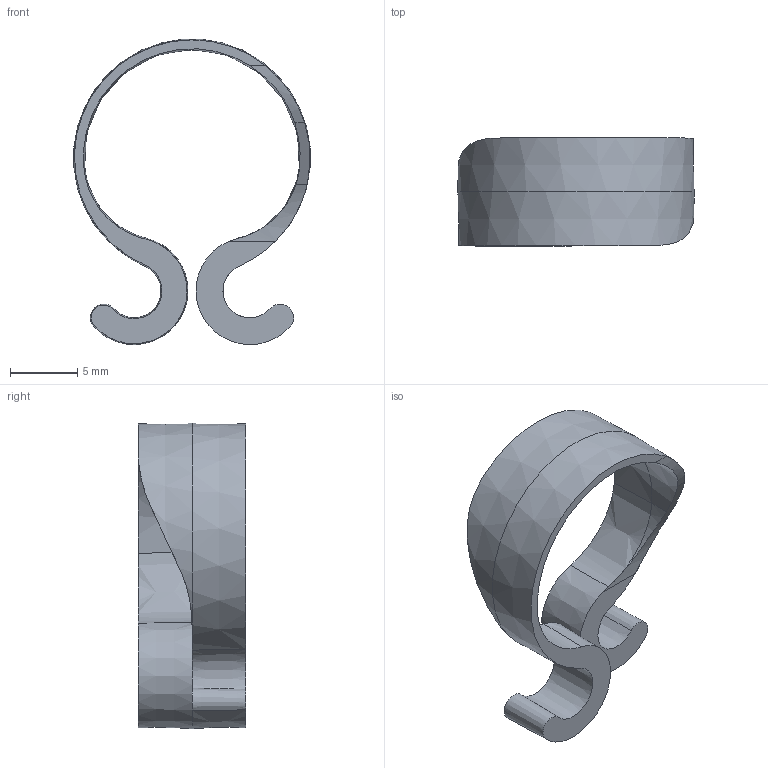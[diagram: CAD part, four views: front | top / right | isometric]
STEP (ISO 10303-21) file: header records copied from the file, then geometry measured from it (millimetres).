
FILE_DESCRIPTION(/* description */ (''),/* implementation_level */ '2;1');
FILE_NAME(/* name */ 'octo.stp',/* time_stamp */ '2016-07-14T16:00:49+09:00',/* author */ ('admin'),/* organization */ (''),/* preprocessor_version */ 'ST-DEVELOPER v15.2',/* originating_system */ 'Autodesk Inventor 2014',/* authorisation */ '');
FILE_SCHEMA (('AUTOMOTIVE_DESIGN { 1 0 10303 214 3 1 1 }'));
Length unit declared in the file: millimetre
Products named in the file (1): octo
Bounding box: 17.53 x 8 x 22.67 mm (x, y, z)
Volume: 417.9 mm3; surface area: 935 mm2
Topology: 1 solids, 1 shells, 24 faces, 64 edges, 42 vertices
Faces by surface type: cone 10, plane 6, cylinder 4, bspline 4
Entity records: 967 total; most frequent: CARTESIAN_POINT 385, ORIENTED_EDGE 128, DIRECTION 104, EDGE_CURVE 64, AXIS2_PLACEMENT_3D 45, VERTEX_POINT 42, B_SPLINE_CURVE_WITH_KNOTS 26, FACE_OUTER_BOUND 24
